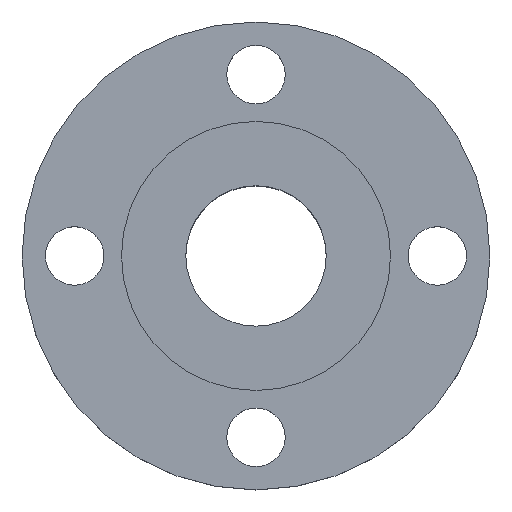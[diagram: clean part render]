
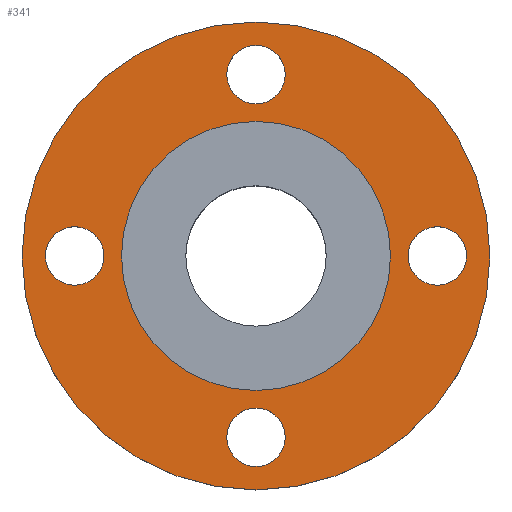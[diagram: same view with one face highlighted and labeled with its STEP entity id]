
A CAD part, top view. The second image highlights one B-rep face of the part: STEP entity #341.
In plain terms, the highlighted planar face has unit normal (0, 0, 1).
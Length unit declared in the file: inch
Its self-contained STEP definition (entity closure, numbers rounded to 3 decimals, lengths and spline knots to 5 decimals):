
#3 = CARTESIAN_POINT ( 'NONE',  ( -1.9375, 0., -0.0625 ) ) ;
#8 = DIRECTION ( 'NONE',  ( 0., 0., 1. ) ) ;
#12 = CARTESIAN_POINT ( 'NONE',  ( 0., -1.9375, -0.0625 ) ) ;
#13 = CARTESIAN_POINT ( 'NONE',  ( -1.9375, 0., -0.0625 ) ) ;
#23 = DIRECTION ( 'NONE',  ( 0., -1., 0. ) ) ;
#32 = CARTESIAN_POINT ( 'NONE',  ( 0., -1.9375, -0.0625 ) ) ;
#39 = VERTEX_POINT ( 'NONE', #325 ) ;
#41 = ORIENTED_EDGE ( 'NONE', *, *, #647, .F. ) ;
#42 = EDGE_LOOP ( 'NONE', ( #323, #187 ) ) ;
#50 = DIRECTION ( 'NONE',  ( 1., 0., 0. ) ) ;
#52 = AXIS2_PLACEMENT_3D ( 'NONE', #226, #756, #626 ) ;
#70 = DIRECTION ( 'NONE',  ( 0., 0., 1. ) ) ;
#75 = CARTESIAN_POINT ( 'NONE',  ( 1.9375, 0., -0.0625 ) ) ;
#82 = CIRCLE ( 'NONE', #576, 2.5 ) ;
#84 = EDGE_CURVE ( 'NONE', #688, #496, #82, .T. ) ;
#86 = EDGE_LOOP ( 'NONE', ( #238, #752 ) ) ;
#95 = CARTESIAN_POINT ( 'NONE',  ( -0.3125, -1.9375, -0.0625 ) ) ;
#96 = ORIENTED_EDGE ( 'NONE', *, *, #811, .T. ) ;
#100 = DIRECTION ( 'NONE',  ( -1., 0., 0. ) ) ;
#103 = DIRECTION ( 'NONE',  ( 0., 0., 1. ) ) ;
#104 = EDGE_LOOP ( 'NONE', ( #227, #41 ) ) ;
#116 = VERTEX_POINT ( 'NONE', #385 ) ;
#151 = FACE_BOUND ( 'NONE', #743, .T. ) ;
#155 = FACE_BOUND ( 'NONE', #86, .T. ) ;
#157 = DIRECTION ( 'NONE',  ( 0., 1., 0. ) ) ;
#172 = VERTEX_POINT ( 'NONE', #522 ) ;
#178 = CIRCLE ( 'NONE', #659, 0.3125 ) ;
#187 = ORIENTED_EDGE ( 'NONE', *, *, #408, .F. ) ;
#205 = DIRECTION ( 'NONE',  ( -1., 0., 0. ) ) ;
#226 = CARTESIAN_POINT ( 'NONE',  ( 0., 0., -0.0625 ) ) ;
#227 = ORIENTED_EDGE ( 'NONE', *, *, #268, .F. ) ;
#230 = VERTEX_POINT ( 'NONE', #470 ) ;
#238 = ORIENTED_EDGE ( 'NONE', *, *, #831, .F. ) ;
#247 = CARTESIAN_POINT ( 'NONE',  ( 1.9375, 0., -0.0625 ) ) ;
#268 = EDGE_CURVE ( 'NONE', #776, #172, #785, .T. ) ;
#274 = DIRECTION ( 'NONE',  ( 1., 0., 0. ) ) ;
#282 = DIRECTION ( 'NONE',  ( 0., 0., 1. ) ) ;
#283 = FACE_OUTER_BOUND ( 'NONE', #303, .T. ) ;
#293 = ORIENTED_EDGE ( 'NONE', *, *, #552, .F. ) ;
#298 = ORIENTED_EDGE ( 'NONE', *, *, #84, .T. ) ;
#302 = CIRCLE ( 'NONE', #387, 0.3125 ) ;
#303 = EDGE_LOOP ( 'NONE', ( #96, #298 ) ) ;
#305 = EDGE_CURVE ( 'NONE', #116, #783, #178, .T. ) ;
#306 = ORIENTED_EDGE ( 'NONE', *, *, #748, .F. ) ;
#317 = CIRCLE ( 'NONE', #841, 0.3125 ) ;
#322 = EDGE_CURVE ( 'NONE', #763, #230, #302, .T. ) ;
#323 = ORIENTED_EDGE ( 'NONE', *, *, #322, .F. ) ;
#325 = CARTESIAN_POINT ( 'NONE',  ( 0.3125, -1.9375, -0.0625 ) ) ;
#332 = AXIS2_PLACEMENT_3D ( 'NONE', #467, #70, #664 ) ;
#339 = CIRCLE ( 'NONE', #52, 2.5 ) ;
#341 = ADVANCED_FACE ( 'NONE', ( #744, #608, #155, #151, #690, #283 ), #508, .F. ) ;
#342 = EDGE_CURVE ( 'NONE', #435, #544, #317, .T. ) ;
#343 = AXIS2_PLACEMENT_3D ( 'NONE', #828, #698, #100 ) ;
#344 = CARTESIAN_POINT ( 'NONE',  ( 0., 1.9375, -0.0625 ) ) ;
#345 = AXIS2_PLACEMENT_3D ( 'NONE', #3, #8, #274 ) ;
#385 = CARTESIAN_POINT ( 'NONE',  ( 1.625, 0., -0.0625 ) ) ;
#387 = AXIS2_PLACEMENT_3D ( 'NONE', #344, #488, #23 ) ;
#404 = CARTESIAN_POINT ( 'NONE',  ( 0., 0., -0.0625 ) ) ;
#408 = EDGE_CURVE ( 'NONE', #230, #763, #799, .T. ) ;
#409 = CARTESIAN_POINT ( 'NONE',  ( -2.5, 0., -0.0625 ) ) ;
#414 = AXIS2_PLACEMENT_3D ( 'NONE', #404, #534, #860 ) ;
#427 = VERTEX_POINT ( 'NONE', #95 ) ;
#429 = DIRECTION ( 'NONE',  ( 0., -1., 0. ) ) ;
#435 = VERTEX_POINT ( 'NONE', #764 ) ;
#467 = CARTESIAN_POINT ( 'NONE',  ( 0., 0., -0.0625 ) ) ;
#470 = CARTESIAN_POINT ( 'NONE',  ( -0.3125, 1.9375, -0.0625 ) ) ;
#471 = AXIS2_PLACEMENT_3D ( 'NONE', #682, #556, #429 ) ;
#477 = ORIENTED_EDGE ( 'NONE', *, *, #305, .F. ) ;
#483 = AXIS2_PLACEMENT_3D ( 'NONE', #12, #282, #157 ) ;
#488 = DIRECTION ( 'NONE',  ( 0., 0., 1. ) ) ;
#496 = VERTEX_POINT ( 'NONE', #514 ) ;
#508 = PLANE ( 'NONE',  #343 ) ;
#511 = DIRECTION ( 'NONE',  ( 0., 0., 1. ) ) ;
#514 = CARTESIAN_POINT ( 'NONE',  ( 2.5, 0., -0.0625 ) ) ;
#522 = CARTESIAN_POINT ( 'NONE',  ( -1.4375, 0., -0.0625 ) ) ;
#534 = DIRECTION ( 'NONE',  ( 0., 0., 1. ) ) ;
#538 = DIRECTION ( 'NONE',  ( 0., 0., 1. ) ) ;
#543 = CIRCLE ( 'NONE', #483, 0.3125 ) ;
#544 = VERTEX_POINT ( 'NONE', #784 ) ;
#546 = CIRCLE ( 'NONE', #715, 0.3125 ) ;
#552 = EDGE_CURVE ( 'NONE', #783, #116, #855, .T. ) ;
#556 = DIRECTION ( 'NONE',  ( 0., 0., 1. ) ) ;
#576 = AXIS2_PLACEMENT_3D ( 'NONE', #640, #511, #50 ) ;
#583 = CIRCLE ( 'NONE', #332, 1.4375 ) ;
#607 = DIRECTION ( 'NONE',  ( 0., 1., 0. ) ) ;
#608 = FACE_BOUND ( 'NONE', #610, .T. ) ;
#610 = EDGE_LOOP ( 'NONE', ( #293, #477 ) ) ;
#626 = DIRECTION ( 'NONE',  ( 1., 0., 0. ) ) ;
#640 = CARTESIAN_POINT ( 'NONE',  ( 0., 0., -0.0625 ) ) ;
#647 = EDGE_CURVE ( 'NONE', #172, #776, #583, .T. ) ;
#650 = DIRECTION ( 'NONE',  ( -1., 0., 0. ) ) ;
#659 = AXIS2_PLACEMENT_3D ( 'NONE', #75, #538, #205 ) ;
#660 = AXIS2_PLACEMENT_3D ( 'NONE', #247, #103, #650 ) ;
#664 = DIRECTION ( 'NONE',  ( 1., 0., 0. ) ) ;
#682 = CARTESIAN_POINT ( 'NONE',  ( 0., 1.9375, -0.0625 ) ) ;
#688 = VERTEX_POINT ( 'NONE', #409 ) ;
#690 = FACE_BOUND ( 'NONE', #104, .T. ) ;
#694 = DIRECTION ( 'NONE',  ( 1., 0., 0. ) ) ;
#698 = DIRECTION ( 'NONE',  ( 0., 0., -1. ) ) ;
#715 = AXIS2_PLACEMENT_3D ( 'NONE', #32, #747, #607 ) ;
#722 = CARTESIAN_POINT ( 'NONE',  ( 1.4375, 0., -0.0625 ) ) ;
#741 = CIRCLE ( 'NONE', #345, 0.3125 ) ;
#743 = EDGE_LOOP ( 'NONE', ( #845, #306 ) ) ;
#744 = FACE_BOUND ( 'NONE', #42, .T. ) ;
#747 = DIRECTION ( 'NONE',  ( 0., 0., 1. ) ) ;
#748 = EDGE_CURVE ( 'NONE', #544, #435, #741, .T. ) ;
#752 = ORIENTED_EDGE ( 'NONE', *, *, #834, .F. ) ;
#756 = DIRECTION ( 'NONE',  ( 0., 0., 1. ) ) ;
#763 = VERTEX_POINT ( 'NONE', #789 ) ;
#764 = CARTESIAN_POINT ( 'NONE',  ( -1.625, 0., -0.0625 ) ) ;
#776 = VERTEX_POINT ( 'NONE', #722 ) ;
#783 = VERTEX_POINT ( 'NONE', #853 ) ;
#784 = CARTESIAN_POINT ( 'NONE',  ( -2.25, 0., -0.0625 ) ) ;
#785 = CIRCLE ( 'NONE', #414, 1.4375 ) ;
#789 = CARTESIAN_POINT ( 'NONE',  ( 0.3125, 1.9375, -0.0625 ) ) ;
#799 = CIRCLE ( 'NONE', #471, 0.3125 ) ;
#811 = EDGE_CURVE ( 'NONE', #496, #688, #339, .T. ) ;
#816 = DIRECTION ( 'NONE',  ( 0., 0., 1. ) ) ;
#828 = CARTESIAN_POINT ( 'NONE',  ( 0., 1.4375, -0.0625 ) ) ;
#831 = EDGE_CURVE ( 'NONE', #39, #427, #546, .T. ) ;
#834 = EDGE_CURVE ( 'NONE', #427, #39, #543, .T. ) ;
#841 = AXIS2_PLACEMENT_3D ( 'NONE', #13, #816, #694 ) ;
#845 = ORIENTED_EDGE ( 'NONE', *, *, #342, .F. ) ;
#853 = CARTESIAN_POINT ( 'NONE',  ( 2.25, 0., -0.0625 ) ) ;
#855 = CIRCLE ( 'NONE', #660, 0.3125 ) ;
#860 = DIRECTION ( 'NONE',  ( 1., 0., 0. ) ) ;
